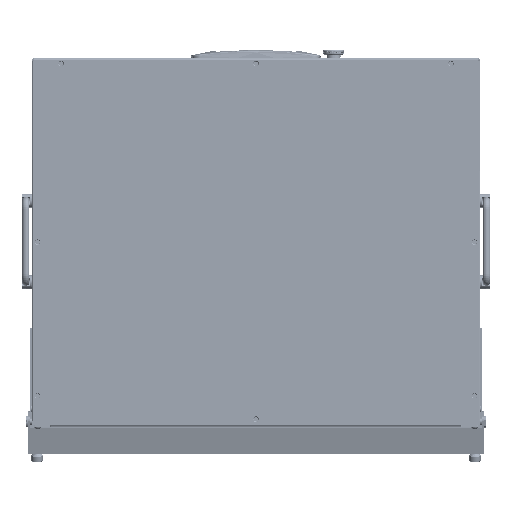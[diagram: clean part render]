
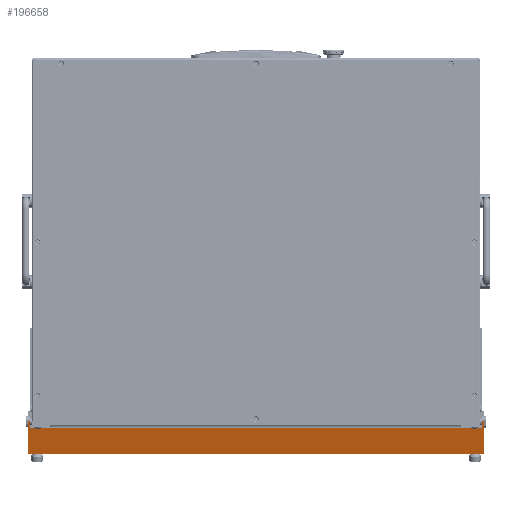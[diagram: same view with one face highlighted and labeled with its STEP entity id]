
A CAD part, front view. The second image highlights one B-rep face of the part: STEP entity #196658.
In plain terms, the highlighted face is planar.
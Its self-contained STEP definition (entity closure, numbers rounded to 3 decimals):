
#5480 = VERTEX_POINT ( 'NONE', #199449 ) ;
#6805 = VECTOR ( 'NONE', #31956, 1000. ) ;
#7813 = CARTESIAN_POINT ( 'NONE',  ( -277.5, 33., -228. ) ) ;
#11787 = VERTEX_POINT ( 'NONE', #65277 ) ;
#13238 = VECTOR ( 'NONE', #45809, 1000. ) ;
#16113 = CARTESIAN_POINT ( 'NONE',  ( -279.5, -8., -228. ) ) ;
#20960 = EDGE_CURVE ( 'NONE', #100040, #5480, #229597, .T. ) ;
#21346 = ORIENTED_EDGE ( 'NONE', *, *, #43947, .T. ) ;
#26573 = DIRECTION ( 'NONE',  ( 0., -1., 0. ) ) ;
#28505 = DIRECTION ( 'NONE',  ( -1., 0., 0. ) ) ;
#31956 = DIRECTION ( 'NONE',  ( -1., 0., 0. ) ) ;
#33635 = LINE ( 'NONE', #52433, #80343 ) ;
#34781 = DIRECTION ( 'NONE',  ( 0., 1., 0. ) ) ;
#36307 = EDGE_CURVE ( 'NONE', #165464, #191286, #210201, .T. ) ;
#42468 = DIRECTION ( 'NONE',  ( 0., 0., 1. ) ) ;
#43947 = EDGE_CURVE ( 'NONE', #90985, #71304, #33635, .T. ) ;
#45809 = DIRECTION ( 'NONE',  ( 0., -1., 0. ) ) ;
#45929 = AXIS2_PLACEMENT_3D ( 'NONE', #60211, #42468, #221923 ) ;
#48233 = DIRECTION ( 'NONE',  ( 0., 1., 0. ) ) ;
#52433 = CARTESIAN_POINT ( 'NONE',  ( 277.5, -8., -228. ) ) ;
#60211 = CARTESIAN_POINT ( 'NONE',  ( -277.5, 33., -228. ) ) ;
#65277 = CARTESIAN_POINT ( 'NONE',  ( 279.5, -8., -228. ) ) ;
#65938 = CARTESIAN_POINT ( 'NONE',  ( 279.5, -8., -228. ) ) ;
#66501 = ORIENTED_EDGE ( 'NONE', *, *, #36307, .F. ) ;
#67152 = CARTESIAN_POINT ( 'NONE',  ( -277.5, 0., -228. ) ) ;
#71304 = VERTEX_POINT ( 'NONE', #209290 ) ;
#76478 = ORIENTED_EDGE ( 'NONE', *, *, #221705, .T. ) ;
#77254 = LINE ( 'NONE', #131063, #95962 ) ;
#80343 = VECTOR ( 'NONE', #34781, 1000. ) ;
#90985 = VERTEX_POINT ( 'NONE', #193827 ) ;
#95962 = VECTOR ( 'NONE', #167369, 1000. ) ;
#100040 = VERTEX_POINT ( 'NONE', #134050 ) ;
#101048 = ORIENTED_EDGE ( 'NONE', *, *, #172061, .F. ) ;
#102148 = CARTESIAN_POINT ( 'NONE',  ( -279.5, 33., -228. ) ) ;
#111391 = VERTEX_POINT ( 'NONE', #67152 ) ;
#111998 = ORIENTED_EDGE ( 'NONE', *, *, #222393, .T. ) ;
#114506 = VECTOR ( 'NONE', #26573, 1000. ) ;
#121148 = CARTESIAN_POINT ( 'NONE',  ( -277.5, 33., -228. ) ) ;
#129323 = ORIENTED_EDGE ( 'NONE', *, *, #213941, .T. ) ;
#130700 = ORIENTED_EDGE ( 'NONE', *, *, #203251, .F. ) ;
#131035 = LINE ( 'NONE', #7813, #114506 ) ;
#131063 = CARTESIAN_POINT ( 'NONE',  ( -277.5, 0., -228. ) ) ;
#134050 = CARTESIAN_POINT ( 'NONE',  ( -279.5, -8., -228. ) ) ;
#141368 = CARTESIAN_POINT ( 'NONE',  ( -279.5, 33., -228. ) ) ;
#143115 = EDGE_LOOP ( 'NONE', ( #111998, #76478, #155976, #130700, #66501, #101048, #129323, #21346 ) ) ;
#147278 = VECTOR ( 'NONE', #48233, 1000. ) ;
#149255 = FACE_OUTER_BOUND ( 'NONE', #143115, .T. ) ;
#155976 = ORIENTED_EDGE ( 'NONE', *, *, #20960, .F. ) ;
#156903 = DIRECTION ( 'NONE',  ( 1., 0., 0. ) ) ;
#157140 = CARTESIAN_POINT ( 'NONE',  ( 279.5, 33., -228. ) ) ;
#165464 = VERTEX_POINT ( 'NONE', #157140 ) ;
#165889 = VECTOR ( 'NONE', #28505, 1000. ) ;
#167369 = DIRECTION ( 'NONE',  ( -1., 0., 0. ) ) ;
#172061 = EDGE_CURVE ( 'NONE', #11787, #165464, #226506, .T. ) ;
#191286 = VERTEX_POINT ( 'NONE', #141368 ) ;
#193827 = CARTESIAN_POINT ( 'NONE',  ( 277.5, -8., -228. ) ) ;
#194468 = VECTOR ( 'NONE', #156903, 1000. ) ;
#196658 = ADVANCED_FACE ( 'NONE', ( #149255 ), #220776, .F. ) ;
#199449 = CARTESIAN_POINT ( 'NONE',  ( -277.5, -8., -228. ) ) ;
#203251 = EDGE_CURVE ( 'NONE', #191286, #100040, #228708, .T. ) ;
#209290 = CARTESIAN_POINT ( 'NONE',  ( 277.5, 0., -228. ) ) ;
#210201 = LINE ( 'NONE', #121148, #6805 ) ;
#213941 = EDGE_CURVE ( 'NONE', #11787, #90985, #223212, .T. ) ;
#220776 = PLANE ( 'NONE',  #45929 ) ;
#221705 = EDGE_CURVE ( 'NONE', #111391, #5480, #131035, .T. ) ;
#221923 = DIRECTION ( 'NONE',  ( 1., 0., 0. ) ) ;
#222393 = EDGE_CURVE ( 'NONE', #71304, #111391, #77254, .T. ) ;
#223212 = LINE ( 'NONE', #226695, #165889 ) ;
#226506 = LINE ( 'NONE', #65938, #147278 ) ;
#226695 = CARTESIAN_POINT ( 'NONE',  ( 279.5, -8., -228. ) ) ;
#228708 = LINE ( 'NONE', #102148, #13238 ) ;
#229597 = LINE ( 'NONE', #16113, #194468 ) ;
